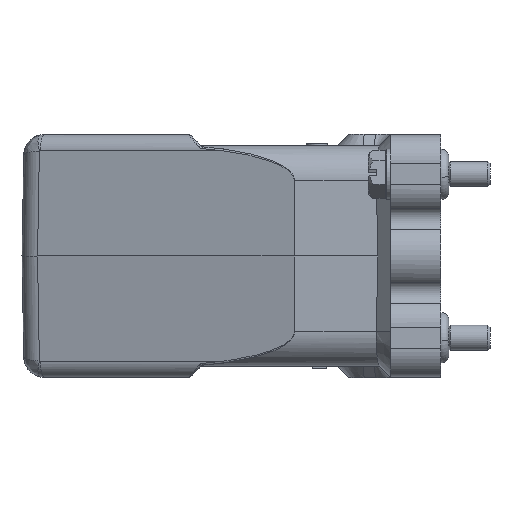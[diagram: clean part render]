
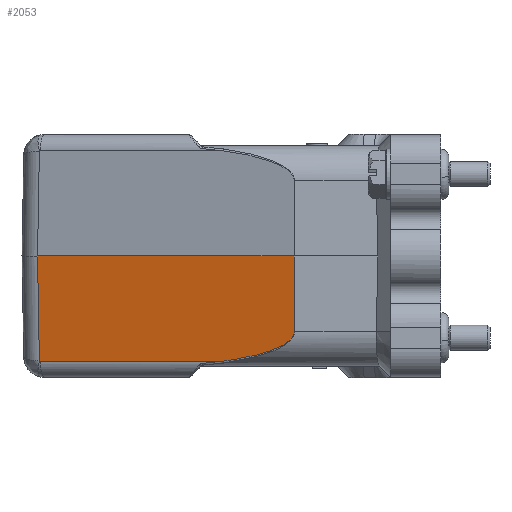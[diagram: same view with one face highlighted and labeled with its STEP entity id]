
A CAD part, left-side view. The second image highlights one B-rep face of the part: STEP entity #2053.
In plain terms, the highlighted planar face has unit normal (-0.966, 0.259, -0.018).
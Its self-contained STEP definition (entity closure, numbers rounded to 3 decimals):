
#954=B_SPLINE_CURVE_WITH_KNOTS('',3,(#19462,#19463,#19464,#19465),
 .UNSPECIFIED.,.F.,.F.,(4,4),(0.,1.),.UNSPECIFIED.);
#1043=B_SPLINE_CURVE_WITH_KNOTS('',3,(#20641,#20642,#20643,#20644,#20645,
#20646,#20647,#20648,#20649,#20650,#20651,#20652,#20653,#20654,#20655,#20656,
#20657,#20658,#20659,#20660,#20661,#20662,#20663,#20664,#20665,#20666,#20667,
#20668,#20669,#20670,#20671,#20672,#20673,#20674,#20675,#20676,#20677,#20678,
#20679,#20680,#20681,#20682,#20683,#20684,#20685,#20686,#20687,#20688,#20689,
#20690,#20691,#20692,#20693,#20694,#20695,#20696,#20697,#20698,#20699,#20700,
#20701,#20702,#20703,#20704,#20705,#20706,#20707,#20708,#20709,#20710,#20711,
#20712,#20713,#20714,#20715,#20716,#20717,#20718,#20719,#20720,#20721),
 .UNSPECIFIED.,.F.,.F.,(4,2,2,2,2,2,1,2,2,2,2,2,2,1,2,2,1,2,2,2,2,1,1,2,
2,1,1,2,2,2,2,1,2,2,2,2,1,1,1,1,1,2,2,2,2,2,4),(0.,0.031,0.063,
0.078,0.08,0.082,0.086,
0.094,0.125,0.141,0.156,
0.188,0.25,0.281,0.285,
0.289,0.297,0.313,0.328,
0.336,0.344,0.375,0.391,
0.393,0.394,0.395,0.398,
0.406,0.438,0.445,0.447,0.449,
0.453,0.469,0.484,0.492,
0.496,0.498,0.499,0.5,
0.5,0.5,0.5,0.625,
0.75,0.875,1.),.UNSPECIFIED.);
#2053=ADVANCED_FACE('NONE',(#2860),#2378,.T.);
#2378=PLANE('',#10735);
#2860=FACE_OUTER_BOUND('',#3467,.T.);
#3467=EDGE_LOOP('',(#6004,#6005,#6006,#6007,#6008,#6009));
#6004=ORIENTED_EDGE('',*,*,#8914,.F.);
#6005=ORIENTED_EDGE('',*,*,#8912,.T.);
#6006=ORIENTED_EDGE('',*,*,#8719,.T.);
#6007=ORIENTED_EDGE('',*,*,#8720,.T.);
#6008=ORIENTED_EDGE('',*,*,#8722,.T.);
#6009=ORIENTED_EDGE('',*,*,#8915,.F.);
#7293=VERTEX_POINT('',#18852);
#7296=VERTEX_POINT('',#18892);
#7364=VERTEX_POINT('',#19445);
#7365=VERTEX_POINT('',#19461);
#7488=VERTEX_POINT('',#20635);
#7489=VERTEX_POINT('',#20722);
#8719=EDGE_CURVE('NONE',#7364,#7293,#9487,.T.);
#8720=EDGE_CURVE('NONE',#7293,#7296,#9488,.T.);
#8722=EDGE_CURVE('NONE',#7296,#7365,#954,.T.);
#8912=EDGE_CURVE('NONE',#7488,#7364,#9576,.T.);
#8914=EDGE_CURVE('NONE',#7488,#7489,#1043,.T.);
#8915=EDGE_CURVE('NONE',#7489,#7365,#9577,.T.);
#9487=LINE('',#19451,#10048);
#9488=LINE('',#19453,#10049);
#9576=LINE('',#20634,#10137);
#9577=LINE('',#20723,#10138);
#10048=VECTOR('',#12236,1.);
#10049=VECTOR('',#12239,1.);
#10137=VECTOR('',#12479,1.);
#10138=VECTOR('',#12482,1.);
#10735=AXIS2_PLACEMENT_3D('',#20724,#12483,#12484);
#12236=DIRECTION('',(0.259,0.966,0.));
#12239=DIRECTION('',(0.013,-0.017,-1.));
#12479=DIRECTION('',(-0.017,0.002,1.));
#12482=DIRECTION('',(0.259,0.966,0.));
#12483=DIRECTION('',(-0.966,0.259,-0.017));
#12484=DIRECTION('',(-0.259,-0.966,0.));
#18852=CARTESIAN_POINT('',(-28.576,96.295,0.));
#18892=CARTESIAN_POINT('',(-28.241,95.857,-25.04));
#19445=CARTESIAN_POINT('',(-44.983,35.064,0.));
#19451=CARTESIAN_POINT('',(-27.583,100.,0.));
#19453=CARTESIAN_POINT('',(-28.576,96.295,0.));
#19461=CARTESIAN_POINT('',(-28.305,95.615,-25.07));
#19462=CARTESIAN_POINT('',(-28.241,95.857,-25.04));
#19463=CARTESIAN_POINT('',(-28.262,95.778,-25.06));
#19464=CARTESIAN_POINT('',(-28.283,95.698,-25.07));
#19465=CARTESIAN_POINT('',(-28.305,95.615,-25.07));
#20634=CARTESIAN_POINT('',(-44.67,35.022,-17.948));
#20635=CARTESIAN_POINT('',(-44.67,35.022,-17.948));
#20641=CARTESIAN_POINT('',(-44.67,35.022,-17.948));
#20642=CARTESIAN_POINT('',(-44.669,35.023,-17.957));
#20643=CARTESIAN_POINT('',(-44.669,35.019,-18.041));
#20644=CARTESIAN_POINT('',(-44.654,35.054,-18.354));
#20645=CARTESIAN_POINT('',(-44.638,35.097,-18.584));
#20646=CARTESIAN_POINT('',(-44.582,35.277,-19.004));
#20647=CARTESIAN_POINT('',(-44.558,35.356,-19.156));
#20648=CARTESIAN_POINT('',(-44.524,35.472,-19.334));
#20649=CARTESIAN_POINT('',(-44.52,35.485,-19.354));
#20650=CARTESIAN_POINT('',(-44.512,35.512,-19.394));
#20651=CARTESIAN_POINT('',(-44.507,35.529,-19.418));
#20652=CARTESIAN_POINT('',(-44.501,35.549,-19.447));
#20653=CARTESIAN_POINT('',(-44.489,35.591,-19.505));
#20654=CARTESIAN_POINT('',(-44.476,35.634,-19.562));
#20655=CARTESIAN_POINT('',(-44.433,35.782,-19.75));
#20656=CARTESIAN_POINT('',(-44.397,35.911,-19.891));
#20657=CARTESIAN_POINT('',(-44.339,36.113,-20.092));
#20658=CARTESIAN_POINT('',(-44.319,36.183,-20.157));
#20659=CARTESIAN_POINT('',(-44.279,36.324,-20.284));
#20660=CARTESIAN_POINT('',(-44.256,36.403,-20.351));
#20661=CARTESIAN_POINT('',(-44.191,36.635,-20.542));
#20662=CARTESIAN_POINT('',(-44.145,36.796,-20.663));
#20663=CARTESIAN_POINT('',(-44.007,37.288,-21.008));
#20664=CARTESIAN_POINT('',(-43.912,37.63,-21.217));
#20665=CARTESIAN_POINT('',(-43.766,38.155,-21.507));
#20666=CARTESIAN_POINT('',(-43.71,38.355,-21.611));
#20667=CARTESIAN_POINT('',(-43.655,38.557,-21.711));
#20668=CARTESIAN_POINT('',(-43.642,38.602,-21.733));
#20669=CARTESIAN_POINT('',(-43.637,38.621,-21.743));
#20670=CARTESIAN_POINT('',(-43.62,38.683,-21.773));
#20671=CARTESIAN_POINT('',(-43.585,38.807,-21.833));
#20672=CARTESIAN_POINT('',(-43.551,38.932,-21.891));
#20673=CARTESIAN_POINT('',(-43.505,39.098,-21.968));
#20674=CARTESIAN_POINT('',(-43.482,39.182,-22.005));
#20675=CARTESIAN_POINT('',(-43.447,39.307,-22.061));
#20676=CARTESIAN_POINT('',(-43.436,39.349,-22.08));
#20677=CARTESIAN_POINT('',(-43.413,39.433,-22.116));
#20678=CARTESIAN_POINT('',(-43.4,39.477,-22.135));
#20679=CARTESIAN_POINT('',(-43.338,39.704,-22.233));
#20680=CARTESIAN_POINT('',(-43.263,39.977,-22.345));
#20681=CARTESIAN_POINT('',(-43.184,40.264,-22.455));
#20682=CARTESIAN_POINT('',(-43.155,40.367,-22.495));
#20683=CARTESIAN_POINT('',(-43.151,40.384,-22.501));
#20684=CARTESIAN_POINT('',(-43.15,40.385,-22.501));
#20685=CARTESIAN_POINT('',(-43.15,40.388,-22.503));
#20686=CARTESIAN_POINT('',(-43.147,40.397,-22.506));
#20687=CARTESIAN_POINT('',(-43.139,40.425,-22.516));
#20688=CARTESIAN_POINT('',(-43.129,40.463,-22.531));
#20689=CARTESIAN_POINT('',(-43.087,40.617,-22.588));
#20690=CARTESIAN_POINT('',(-43.029,40.827,-22.666));
#20691=CARTESIAN_POINT('',(-42.927,41.201,-22.796));
#20692=CARTESIAN_POINT('',(-42.905,41.281,-22.823));
#20693=CARTESIAN_POINT('',(-42.875,41.388,-22.859));
#20694=CARTESIAN_POINT('',(-42.869,41.411,-22.867));
#20695=CARTESIAN_POINT('',(-42.855,41.461,-22.884));
#20696=CARTESIAN_POINT('',(-42.836,41.533,-22.908));
#20697=CARTESIAN_POINT('',(-42.817,41.602,-22.93));
#20698=CARTESIAN_POINT('',(-42.756,41.823,-23.003));
#20699=CARTESIAN_POINT('',(-42.715,41.973,-23.05));
#20700=CARTESIAN_POINT('',(-42.648,42.219,-23.126));
#20701=CARTESIAN_POINT('',(-42.622,42.315,-23.156));
#20702=CARTESIAN_POINT('',(-42.593,42.418,-23.187));
#20703=CARTESIAN_POINT('',(-42.586,42.445,-23.195));
#20704=CARTESIAN_POINT('',(-42.578,42.476,-23.204));
#20705=CARTESIAN_POINT('',(-42.574,42.489,-23.208));
#20706=CARTESIAN_POINT('',(-42.571,42.499,-23.211));
#20707=CARTESIAN_POINT('',(-42.57,42.503,-23.213));
#20708=CARTESIAN_POINT('',(-42.569,42.505,-23.213));
#20709=CARTESIAN_POINT('',(-42.569,42.506,-23.213));
#20710=CARTESIAN_POINT('',(-42.569,42.506,-23.213));
#20711=CARTESIAN_POINT('',(-42.569,42.507,-23.213));
#20712=CARTESIAN_POINT('',(-42.569,42.505,-23.213));
#20713=CARTESIAN_POINT('',(-42.158,44.01,-23.662));
#20714=CARTESIAN_POINT('',(-41.793,45.352,-23.967));
#20715=CARTESIAN_POINT('',(-41.164,47.669,-24.439));
#20716=CARTESIAN_POINT('',(-40.899,48.644,-24.604));
#20717=CARTESIAN_POINT('',(-40.474,50.216,-24.851));
#20718=CARTESIAN_POINT('',(-40.312,50.813,-24.933));
#20719=CARTESIAN_POINT('',(-40.093,51.624,-25.041));
#20720=CARTESIAN_POINT('',(-40.035,51.839,-25.067));
#20721=CARTESIAN_POINT('',(-40.029,51.861,-25.07));
#20722=CARTESIAN_POINT('',(-40.029,51.861,-25.07));
#20723=CARTESIAN_POINT('',(-41.972,44.611,-25.07));
#20724=CARTESIAN_POINT('',(-27.583,100.,0.));
